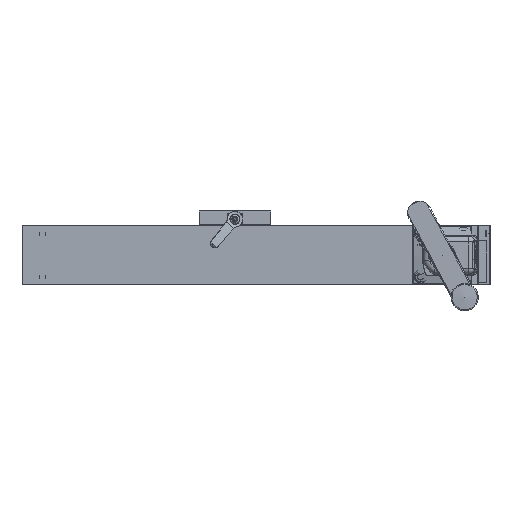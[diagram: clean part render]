
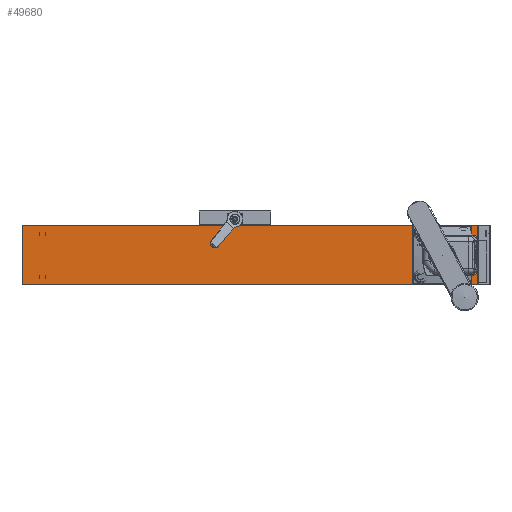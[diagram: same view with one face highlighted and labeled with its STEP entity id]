
A CAD part, left-side view. The second image highlights one B-rep face of the part: STEP entity #49680.
In plain terms, the highlighted face is planar.
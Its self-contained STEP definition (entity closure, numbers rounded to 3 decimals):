
#819=LINE('',#65539,#4344);
#820=LINE('',#65542,#4345);
#821=LINE('',#65544,#4346);
#822=LINE('',#65546,#4347);
#4344=VECTOR('',#55445,1000.);
#4345=VECTOR('',#55446,1000.);
#4346=VECTOR('',#55447,1000.);
#4347=VECTOR('',#55448,1000.);
#8831=ORIENTED_EDGE('',*,*,#19324,.T.);
#8832=ORIENTED_EDGE('',*,*,#19323,.T.);
#8833=ORIENTED_EDGE('',*,*,#19321,.T.);
#8834=ORIENTED_EDGE('',*,*,#19319,.T.);
#8835=ORIENTED_EDGE('',*,*,#19318,.T.);
#8836=ORIENTED_EDGE('',*,*,#19385,.F.);
#8837=ORIENTED_EDGE('',*,*,#19386,.F.);
#8838=ORIENTED_EDGE('',*,*,#19387,.T.);
#8839=ORIENTED_EDGE('',*,*,#19388,.T.);
#19318=EDGE_CURVE('',#24623,#24623,#28209,.T.);
#19319=EDGE_CURVE('',#24624,#24624,#28210,.T.);
#19321=EDGE_CURVE('',#24625,#24625,#28211,.T.);
#19323=EDGE_CURVE('',#24626,#24626,#28212,.T.);
#19324=EDGE_CURVE('',#24627,#24627,#28213,.T.);
#19385=EDGE_CURVE('',#24680,#24681,#819,.T.);
#19386=EDGE_CURVE('',#24682,#24680,#820,.T.);
#19387=EDGE_CURVE('',#24682,#24683,#821,.T.);
#19388=EDGE_CURVE('',#24683,#24681,#822,.T.);
#24623=VERTEX_POINT('',#65387);
#24624=VERTEX_POINT('',#65390);
#24625=VERTEX_POINT('',#65394);
#24626=VERTEX_POINT('',#65398);
#24627=VERTEX_POINT('',#65401);
#24680=VERTEX_POINT('',#65540);
#24681=VERTEX_POINT('',#65541);
#24682=VERTEX_POINT('',#65543);
#24683=VERTEX_POINT('',#65545);
#28209=CIRCLE('',#51899,15.);
#28210=CIRCLE('',#51901,2.459);
#28211=CIRCLE('',#51904,2.459);
#28212=CIRCLE('',#51907,2.459);
#28213=CIRCLE('',#51909,2.459);
#29366=EDGE_LOOP('',(#8831));
#29367=EDGE_LOOP('',(#8832));
#29368=EDGE_LOOP('',(#8833));
#29369=EDGE_LOOP('',(#8834));
#29370=EDGE_LOOP('',(#8835));
#29371=EDGE_LOOP('',(#8836,#8837,#8838,#8839));
#32077=FACE_BOUND('',#29366,.T.);
#32078=FACE_BOUND('',#29367,.T.);
#32079=FACE_BOUND('',#29368,.T.);
#32080=FACE_BOUND('',#29369,.T.);
#32081=FACE_BOUND('',#29370,.T.);
#32082=FACE_BOUND('',#29371,.T.);
#34721=PLANE('',#51968);
#49680=ADVANCED_FACE('',(#32077,#32078,#32079,#32080,#32081,#32082),#34721,
 .F.);
#51899=AXIS2_PLACEMENT_3D('',#65386,#55279,#55280);
#51901=AXIS2_PLACEMENT_3D('',#65389,#55283,#55284);
#51904=AXIS2_PLACEMENT_3D('',#65393,#55289,#55290);
#51907=AXIS2_PLACEMENT_3D('',#65397,#55295,#55296);
#51909=AXIS2_PLACEMENT_3D('',#65400,#55299,#55300);
#51968=AXIS2_PLACEMENT_3D('',#65538,#55443,#55444);
#55279=DIRECTION('',(-1.,0.,0.));
#55280=DIRECTION('',(0.,1.,0.));
#55283=DIRECTION('',(-1.,0.,0.));
#55284=DIRECTION('',(0.,0.,-1.));
#55289=DIRECTION('',(-1.,0.,0.));
#55290=DIRECTION('',(0.,0.,-1.));
#55295=DIRECTION('',(-1.,0.,0.));
#55296=DIRECTION('',(0.,0.,1.));
#55299=DIRECTION('',(-1.,0.,0.));
#55300=DIRECTION('',(0.,0.,1.));
#55443=DIRECTION('',(-1.,0.,0.));
#55444=DIRECTION('',(0.,0.,1.));
#55445=DIRECTION('',(0.,-1.,0.));
#55446=DIRECTION('',(0.,0.,-1.));
#55447=DIRECTION('',(0.,-1.,0.));
#55448=DIRECTION('',(0.,0.,-1.));
#65386=CARTESIAN_POINT('',(25.,152.,0.));
#65387=CARTESIAN_POINT('',(25.,167.,0.));
#65389=CARTESIAN_POINT('',(25.,170.,18.));
#65390=CARTESIAN_POINT('',(25.,170.,15.542));
#65393=CARTESIAN_POINT('',(25.,170.,-18.));
#65394=CARTESIAN_POINT('',(25.,170.,-20.459));
#65397=CARTESIAN_POINT('',(25.,134.,18.));
#65398=CARTESIAN_POINT('',(25.,134.,20.459));
#65400=CARTESIAN_POINT('',(25.,134.,-18.));
#65401=CARTESIAN_POINT('',(25.,134.,-15.542));
#65538=CARTESIAN_POINT('',(25.,102.,25.));
#65539=CARTESIAN_POINT('',(25.,102.,-25.));
#65540=CARTESIAN_POINT('',(25.,182.,-25.));
#65541=CARTESIAN_POINT('',(25.,-200.,-25.));
#65542=CARTESIAN_POINT('',(25.,182.,25.));
#65543=CARTESIAN_POINT('',(25.,182.,25.));
#65544=CARTESIAN_POINT('',(25.,102.,25.));
#65545=CARTESIAN_POINT('',(25.,-200.,25.));
#65546=CARTESIAN_POINT('',(25.,-200.,25.));
